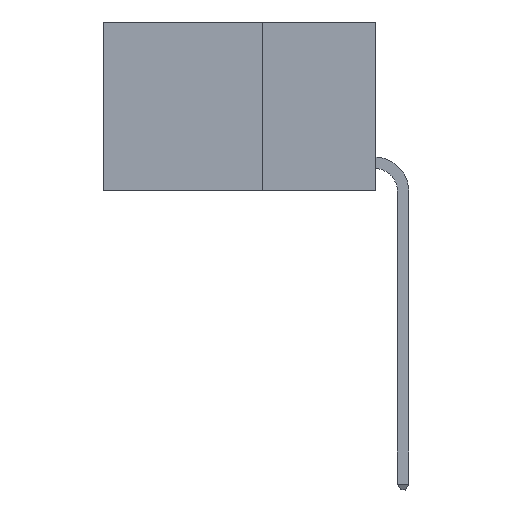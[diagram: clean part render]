
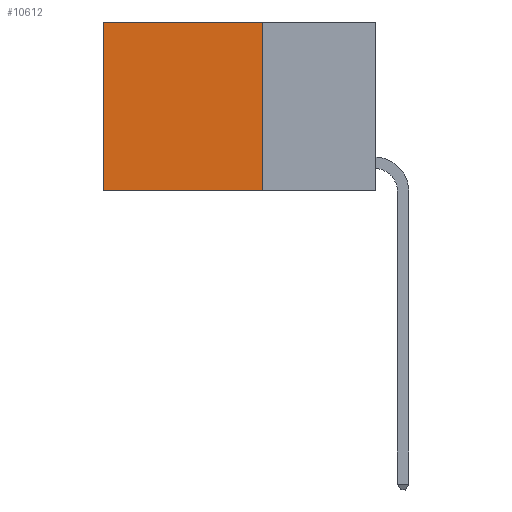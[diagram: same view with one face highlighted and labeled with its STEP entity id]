
A CAD part, left-side view. The second image highlights one B-rep face of the part: STEP entity #10612.
In plain terms, the highlighted planar face has unit normal (-1, 0, 0).
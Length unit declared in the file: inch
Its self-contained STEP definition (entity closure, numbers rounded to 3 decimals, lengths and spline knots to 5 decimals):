
#1092 = VERTEX_POINT ( 'NONE', #15693 ) ;
#1434 = DIRECTION ( 'NONE',  ( 0., 1., 0. ) ) ;
#1447 = VERTEX_POINT ( 'NONE', #7493 ) ;
#1673 = ORIENTED_EDGE ( 'NONE', *, *, #12487, .T. ) ;
#1818 = CARTESIAN_POINT ( 'NONE',  ( 0.2625, 0.25, 0. ) ) ;
#1907 = CARTESIAN_POINT ( 'NONE',  ( 0.2625, 0.25, 0. ) ) ;
#2206 = LINE ( 'NONE', #1907, #5261 ) ;
#2931 = CARTESIAN_POINT ( 'NONE',  ( 0.2625, 0.25, 0. ) ) ;
#3313 = VECTOR ( 'NONE', #5232, 39.37008 ) ;
#3936 = CARTESIAN_POINT ( 'NONE',  ( 0.2625, 0.6, 0. ) ) ;
#4091 = FACE_OUTER_BOUND ( 'NONE', #11609, .T. ) ;
#4109 = AXIS2_PLACEMENT_3D ( 'NONE', #2931, #15768, #8158 ) ;
#4541 = EDGE_CURVE ( 'NONE', #13569, #1092, #12023, .T. ) ;
#5120 = VECTOR ( 'NONE', #16234, 39.37008 ) ;
#5232 = DIRECTION ( 'NONE',  ( 0., 0., -1. ) ) ;
#5261 = VECTOR ( 'NONE', #11067, 39.37008 ) ;
#6841 = PLANE ( 'NONE',  #4109 ) ;
#7493 = CARTESIAN_POINT ( 'NONE',  ( 0.2625, 0.6, -0.37 ) ) ;
#7930 = CARTESIAN_POINT ( 'NONE',  ( 0.2625, 0.25, -0.37 ) ) ;
#7932 = CARTESIAN_POINT ( 'NONE',  ( 0.2625, 0.6, 0. ) ) ;
#8158 = DIRECTION ( 'NONE',  ( 0., 0., -1. ) ) ;
#8531 = VERTEX_POINT ( 'NONE', #7932 ) ;
#10612 = ADVANCED_FACE ( 'NONE', ( #4091 ), #6841, .F. ) ;
#10914 = ORIENTED_EDGE ( 'NONE', *, *, #14412, .T. ) ;
#11067 = DIRECTION ( 'NONE',  ( 0., 1., 0. ) ) ;
#11609 = EDGE_LOOP ( 'NONE', ( #10914, #16205, #13239, #1673 ) ) ;
#12023 = LINE ( 'NONE', #13745, #5120 ) ;
#12487 = EDGE_CURVE ( 'NONE', #13569, #8531, #2206, .T. ) ;
#12859 = EDGE_CURVE ( 'NONE', #1092, #1447, #15431, .T. ) ;
#13239 = ORIENTED_EDGE ( 'NONE', *, *, #4541, .F. ) ;
#13569 = VERTEX_POINT ( 'NONE', #1818 ) ;
#13604 = LINE ( 'NONE', #3936, #3313 ) ;
#13745 = CARTESIAN_POINT ( 'NONE',  ( 0.2625, 0.25, 0. ) ) ;
#14412 = EDGE_CURVE ( 'NONE', #8531, #1447, #13604, .T. ) ;
#15431 = LINE ( 'NONE', #7930, #15798 ) ;
#15693 = CARTESIAN_POINT ( 'NONE',  ( 0.2625, 0.25, -0.37 ) ) ;
#15768 = DIRECTION ( 'NONE',  ( 1., 0., 0. ) ) ;
#15798 = VECTOR ( 'NONE', #1434, 39.37008 ) ;
#16205 = ORIENTED_EDGE ( 'NONE', *, *, #12859, .F. ) ;
#16234 = DIRECTION ( 'NONE',  ( 0., 0., -1. ) ) ;
